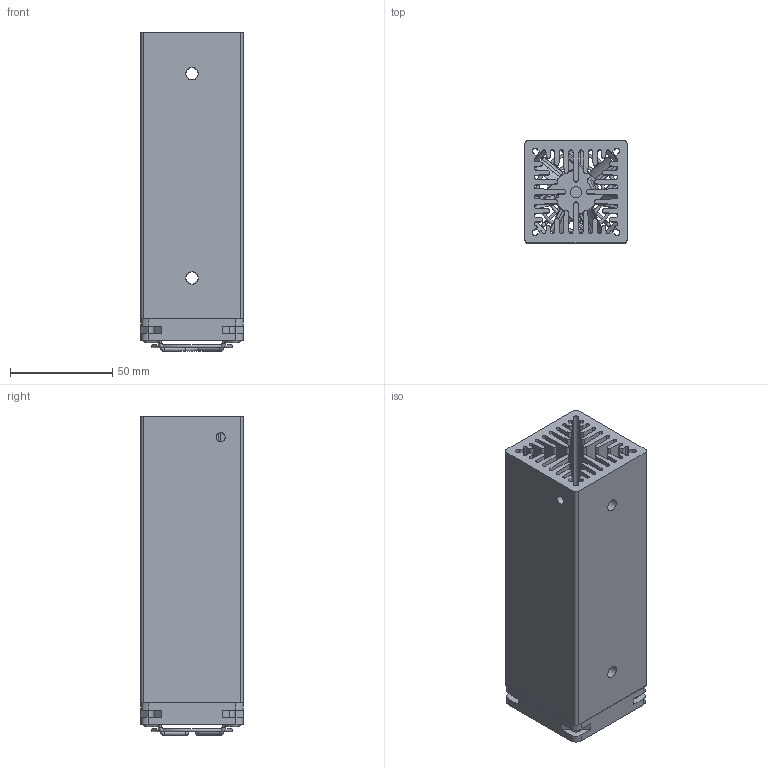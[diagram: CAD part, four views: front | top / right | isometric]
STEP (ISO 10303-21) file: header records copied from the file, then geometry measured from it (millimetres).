
FILE_DESCRIPTION(/* description */ (''),/* implementation_level */ '2;1');
FILE_NAME(/* name */ 'CT-s Assembly.stp',/* time_stamp */ '2024-02-16T17:01:24+01:00',/* author */ ('AlexSchatalow'),/* organization */ (''),/* preprocessor_version */ 'ST-DEVELOPER v20',/* originating_system */ 'Autodesk Inventor 2024',/* authorisation */ '');
FILE_SCHEMA (('AUTOMOTIVE_DESIGN { 1 0 10303 214 3 1 1 }'));
Length unit declared in the file: millimetre
Products named in the file (6): Baugruppe1; Heat Sink2; E90B822D-B64D-4589-A7C4-DCC90C2AC342; Cooler 50x50x10.5 body; Cooler Blades; Cooler Motor
Assembly tree (5 placements, depth 2):
  Baugruppe1
    Heat Sink2
    E90B822D-B64D-4589-A7C4-DCC90C2AC342
    Cooler 50x50x10.5 body
    Cooler Blades
    Cooler Motor
Bounding box: 50 x 50 x 155.78 mm (x, y, z)
Volume: 200928.8 mm3; surface area: 129526.1 mm2
Topology: 9 solids, 9 shells, 475 faces, 1394 edges, 915 vertices
Faces by surface type: cylinder 225, plane 199, torus 38, bspline 9, cone 4
Full cylindrical faces by diameter (mm): 1 x1, 1.4 x1, 1.5 x1, 1.6 x12, 4.134 x2, 4.2 x4, 4.5 x1, 4.917 x2, 5.5 x2, 6 x2, 10 x2, 18 x1, 19.5 x1, 22 x1, 47.8 x1
Entity records: 18597 total; most frequent: CARTESIAN_POINT 5539, ORIENTED_EDGE 2786, DIRECTION 2669, EDGE_CURVE 1393, AXIS2_PLACEMENT_3D 993, VERTEX_POINT 912, LINE 683, VECTOR 683
